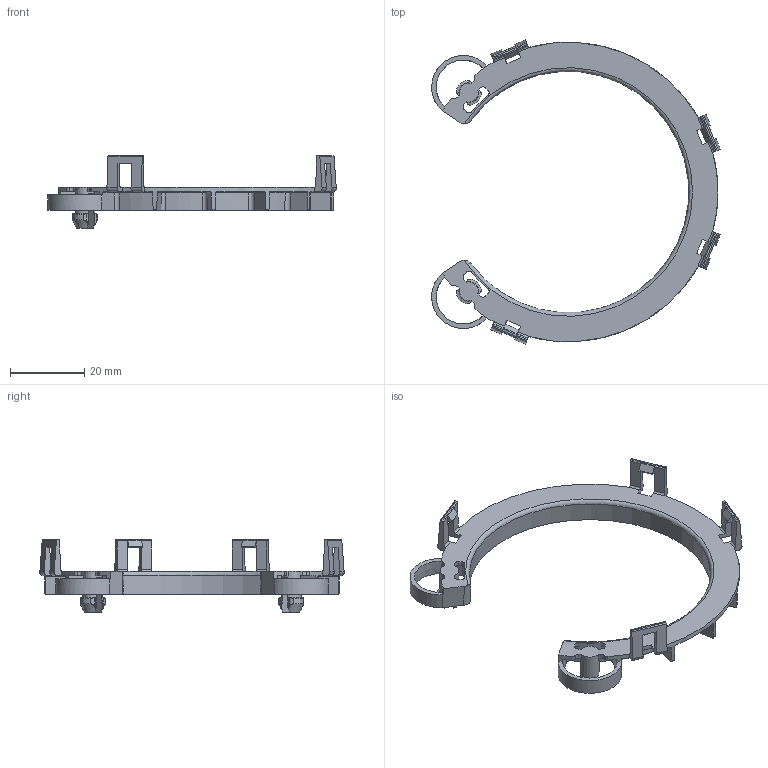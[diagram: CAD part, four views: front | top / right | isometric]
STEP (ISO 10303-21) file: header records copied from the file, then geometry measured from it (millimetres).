
FILE_DESCRIPTION(/* description */ (''),/* implementation_level */ '2;1');
FILE_NAME(/* name */ '100294.stp',/* time_stamp */ '2024-09-16T13:47:42+02:00',/* author */ (''),/* organization */ (''),/* preprocessor_version */ 'ST-DEVELOPER v18.102',/* originating_system */ 'SIEMENS PLM Software NX 2000',/* authorisation */ '');
FILE_SCHEMA (('AUTOMOTIVE_DESIGN { 1 0 10303 214 3 1 1 1 }'));
Length unit declared in the file: millimetre
Products named in the file (1): 100294
Bounding box: 77.55 x 81.75 x 19.5 mm (x, y, z)
Volume: 4117.8 mm3; surface area: 7561.8 mm2
Topology: 1 solids, 1 shells, 356 faces, 1042 edges, 676 vertices
Faces by surface type: plane 148, cylinder 97, cone 57, torus 48, bspline 6
Entity records: 13066 total; most frequent: CARTESIAN_POINT 3485, ORIENTED_EDGE 2084, DIRECTION 2030, EDGE_CURVE 1042, AXIS2_PLACEMENT_3D 777, VERTEX_POINT 676, LINE 476, VECTOR 476
